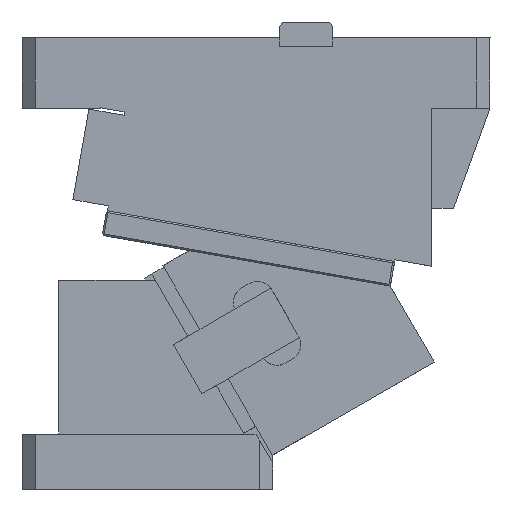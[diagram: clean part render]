
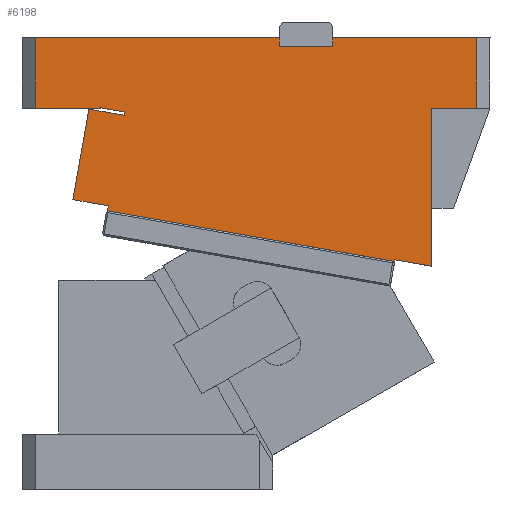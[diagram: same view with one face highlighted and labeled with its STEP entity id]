
A CAD part, front view. The second image highlights one B-rep face of the part: STEP entity #6198.
In plain terms, the highlighted planar face has unit normal (0, -1, 0).
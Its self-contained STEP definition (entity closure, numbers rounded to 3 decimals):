
#2669=CARTESIAN_POINT('Vertex',(47.,0.,228.)) ;
#2672=CARTESIAN_POINT('Line Origine',(27.464,0.,228.)) ;
#2676=CARTESIAN_POINT('Vertex',(7.929,0.,228.)) ;
#2970=CARTESIAN_POINT('Vertex',(7.929,0.,270.)) ;
#2973=CARTESIAN_POINT('Line Origine',(26.964,0.,270.)) ;
#2977=CARTESIAN_POINT('Vertex',(46.,0.,270.)) ;
#2980=CARTESIAN_POINT('Line Origine',(100.,0.,270.)) ;
#2984=CARTESIAN_POINT('Vertex',(154.,0.,270.)) ;
#3176=CARTESIAN_POINT('Line Origine',(7.929,0.,249.)) ;
#3448=CARTESIAN_POINT('Vertex',(223.126,0.,137.229)) ;
#3488=CARTESIAN_POINT('Vertex',(245.,0.,133.372)) ;
#3491=CARTESIAN_POINT('Line Origine',(234.063,0.,135.301)) ;
#3607=CARTESIAN_POINT('Line Origine',(223.039,0.,136.737)) ;
#3611=CARTESIAN_POINT('Vertex',(222.952,0.,136.244)) ;
#3652=CARTESIAN_POINT('Line Origine',(137.028,0.,151.395)) ;
#3656=CARTESIAN_POINT('Vertex',(51.103,0.,166.546)) ;
#4394=CARTESIAN_POINT('Line Origine',(51.364,0.,168.023)) ;
#4398=CARTESIAN_POINT('Vertex',(51.624,0.,169.5)) ;
#4700=CARTESIAN_POINT('Vertex',(186.,0.,265.)) ;
#4705=CARTESIAN_POINT('Line Origine',(186.,0.,267.5)) ;
#4709=CARTESIAN_POINT('Vertex',(186.,0.,270.)) ;
#5307=CARTESIAN_POINT('Vertex',(272.071,0.,228.)) ;
#5323=CARTESIAN_POINT('Vertex',(272.071,0.,270.)) ;
#5326=CARTESIAN_POINT('Line Origine',(272.071,0.,249.)) ;
#5548=CARTESIAN_POINT('Line Origine',(258.536,0.,228.)) ;
#5552=CARTESIAN_POINT('Vertex',(245.,0.,228.)) ;
#5695=CARTESIAN_POINT('Line Origine',(245.,0.,180.686)) ;
#5909=CARTESIAN_POINT('Line Origine',(217.5,0.,270.)) ;
#5913=CARTESIAN_POINT('Vertex',(249.,0.,270.)) ;
#5916=CARTESIAN_POINT('Line Origine',(260.536,0.,270.)) ;
#6101=CARTESIAN_POINT('Vertex',(154.,0.,265.)) ;
#6104=CARTESIAN_POINT('Line Origine',(170.,0.,265.)) ;
#6116=CARTESIAN_POINT('Axis2P3D Location',(39.827,0.,235.045)) ;
#6121=CARTESIAN_POINT('Line Origine',(154.,0.,267.5)) ;
#6126=CARTESIAN_POINT('Line Origine',(47.,0.,228.098)) ;
#6130=CARTESIAN_POINT('Vertex',(47.,0.,228.195)) ;
#6133=CARTESIAN_POINT('Line Origine',(54.015,0.,226.958)) ;
#6137=CARTESIAN_POINT('Vertex',(61.03,0.,225.721)) ;
#6140=CARTESIAN_POINT('Line Origine',(61.276,0.,225.678)) ;
#6144=CARTESIAN_POINT('Vertex',(61.522,0.,225.635)) ;
#6147=CARTESIAN_POINT('Line Origine',(61.349,0.,224.65)) ;
#6151=CARTESIAN_POINT('Vertex',(61.175,0.,223.665)) ;
#6154=CARTESIAN_POINT('Line Origine',(50.588,0.,225.532)) ;
#6158=CARTESIAN_POINT('Vertex',(40.002,0.,227.398)) ;
#6161=CARTESIAN_POINT('Line Origine',(35.226,0.,200.316)) ;
#6165=CARTESIAN_POINT('Vertex',(30.451,0.,173.234)) ;
#6168=CARTESIAN_POINT('Line Origine',(41.038,0.,171.367)) ;
#2673=DIRECTION('Vector Direction',(1.,0.,0.)) ;
#2974=DIRECTION('Vector Direction',(1.,0.,0.)) ;
#2981=DIRECTION('Vector Direction',(1.,0.,0.)) ;
#3177=DIRECTION('Vector Direction',(0.,0.,-1.)) ;
#3492=DIRECTION('Vector Direction',(-0.985,0.,0.174)) ;
#3608=DIRECTION('Vector Direction',(-0.174,0.,-0.985)) ;
#3653=DIRECTION('Vector Direction',(-0.985,0.,0.174)) ;
#4395=DIRECTION('Vector Direction',(-0.174,0.,-0.985)) ;
#4706=DIRECTION('Vector Direction',(0.,0.,1.)) ;
#5327=DIRECTION('Vector Direction',(0.,0.,-1.)) ;
#5549=DIRECTION('Vector Direction',(-1.,0.,0.)) ;
#5696=DIRECTION('Vector Direction',(0.,0.,-1.)) ;
#5910=DIRECTION('Vector Direction',(-1.,0.,0.)) ;
#5917=DIRECTION('Vector Direction',(-1.,0.,0.)) ;
#6105=DIRECTION('Vector Direction',(-1.,0.,0.)) ;
#6117=DIRECTION('Axis2P3D Direction',(0.,-1.,0.)) ;
#6118=DIRECTION('Axis2P3D XDirection',(-0.174,0.,-0.985)) ;
#6122=DIRECTION('Vector Direction',(0.,0.,1.)) ;
#6127=DIRECTION('Vector Direction',(0.,0.,1.)) ;
#6134=DIRECTION('Vector Direction',(-0.985,0.,0.174)) ;
#6141=DIRECTION('Vector Direction',(0.985,0.,-0.174)) ;
#6148=DIRECTION('Vector Direction',(-0.174,0.,-0.985)) ;
#6155=DIRECTION('Vector Direction',(0.985,0.,-0.174)) ;
#6162=DIRECTION('Vector Direction',(0.174,0.,0.985)) ;
#6169=DIRECTION('Vector Direction',(-0.985,0.,0.174)) ;
#6119=AXIS2_PLACEMENT_3D('Plane Axis2P3D',#6116,#6117,#6118) ;
#6174=ORIENTED_EDGE('',*,*,#6125,.T.) ;
#6175=ORIENTED_EDGE('',*,*,#2986,.F.) ;
#6176=ORIENTED_EDGE('',*,*,#2979,.F.) ;
#6177=ORIENTED_EDGE('',*,*,#3180,.T.) ;
#6178=ORIENTED_EDGE('',*,*,#2678,.T.) ;
#6179=ORIENTED_EDGE('',*,*,#6132,.T.) ;
#6180=ORIENTED_EDGE('',*,*,#6139,.F.) ;
#6181=ORIENTED_EDGE('',*,*,#6146,.F.) ;
#6182=ORIENTED_EDGE('',*,*,#6153,.F.) ;
#6183=ORIENTED_EDGE('',*,*,#6160,.F.) ;
#6184=ORIENTED_EDGE('',*,*,#6167,.F.) ;
#6185=ORIENTED_EDGE('',*,*,#6172,.F.) ;
#6186=ORIENTED_EDGE('',*,*,#4400,.F.) ;
#6187=ORIENTED_EDGE('',*,*,#3658,.F.) ;
#6188=ORIENTED_EDGE('',*,*,#3613,.F.) ;
#6189=ORIENTED_EDGE('',*,*,#3495,.F.) ;
#6190=ORIENTED_EDGE('',*,*,#5699,.F.) ;
#6191=ORIENTED_EDGE('',*,*,#5554,.F.) ;
#6192=ORIENTED_EDGE('',*,*,#5330,.F.) ;
#6193=ORIENTED_EDGE('',*,*,#5920,.T.) ;
#6194=ORIENTED_EDGE('',*,*,#5915,.T.) ;
#6195=ORIENTED_EDGE('',*,*,#4711,.F.) ;
#6196=ORIENTED_EDGE('',*,*,#6108,.T.) ;
#2674=VECTOR('Line Direction',#2673,1.) ;
#2975=VECTOR('Line Direction',#2974,1.) ;
#2982=VECTOR('Line Direction',#2981,1.) ;
#3178=VECTOR('Line Direction',#3177,1.) ;
#3493=VECTOR('Line Direction',#3492,1.) ;
#3609=VECTOR('Line Direction',#3608,1.) ;
#3654=VECTOR('Line Direction',#3653,1.) ;
#4396=VECTOR('Line Direction',#4395,1.) ;
#4707=VECTOR('Line Direction',#4706,1.) ;
#5328=VECTOR('Line Direction',#5327,1.) ;
#5550=VECTOR('Line Direction',#5549,1.) ;
#5697=VECTOR('Line Direction',#5696,1.) ;
#5911=VECTOR('Line Direction',#5910,1.) ;
#5918=VECTOR('Line Direction',#5917,1.) ;
#6106=VECTOR('Line Direction',#6105,1.) ;
#6123=VECTOR('Line Direction',#6122,1.) ;
#6128=VECTOR('Line Direction',#6127,1.) ;
#6135=VECTOR('Line Direction',#6134,1.) ;
#6142=VECTOR('Line Direction',#6141,1.) ;
#6149=VECTOR('Line Direction',#6148,1.) ;
#6156=VECTOR('Line Direction',#6155,1.) ;
#6163=VECTOR('Line Direction',#6162,1.) ;
#6170=VECTOR('Line Direction',#6169,1.) ;
#6198=ADVANCED_FACE('CAM HOLDER',(#6197),#6120,.T.) ;
#2678=EDGE_CURVE('',#2677,#2670,#2675,.T.) ;
#2979=EDGE_CURVE('',#2971,#2978,#2976,.T.) ;
#2986=EDGE_CURVE('',#2978,#2985,#2983,.T.) ;
#3180=EDGE_CURVE('',#2971,#2677,#3179,.T.) ;
#3495=EDGE_CURVE('',#3489,#3449,#3494,.T.) ;
#3613=EDGE_CURVE('',#3449,#3612,#3610,.T.) ;
#3658=EDGE_CURVE('',#3612,#3657,#3655,.T.) ;
#4400=EDGE_CURVE('',#3657,#4399,#4397,.F.) ;
#4711=EDGE_CURVE('',#4701,#4710,#4708,.T.) ;
#5330=EDGE_CURVE('',#5324,#5308,#5329,.T.) ;
#5554=EDGE_CURVE('',#5308,#5553,#5551,.T.) ;
#5699=EDGE_CURVE('',#5553,#3489,#5698,.T.) ;
#5915=EDGE_CURVE('',#5914,#4710,#5912,.T.) ;
#5920=EDGE_CURVE('',#5324,#5914,#5919,.T.) ;
#6108=EDGE_CURVE('',#4701,#6102,#6107,.T.) ;
#6125=EDGE_CURVE('',#6102,#2985,#6124,.T.) ;
#6132=EDGE_CURVE('',#2670,#6131,#6129,.T.) ;
#6139=EDGE_CURVE('',#6138,#6131,#6136,.T.) ;
#6146=EDGE_CURVE('',#6145,#6138,#6143,.F.) ;
#6153=EDGE_CURVE('',#6152,#6145,#6150,.F.) ;
#6160=EDGE_CURVE('',#6159,#6152,#6157,.T.) ;
#6167=EDGE_CURVE('',#6166,#6159,#6164,.T.) ;
#6172=EDGE_CURVE('',#4399,#6166,#6171,.T.) ;
#6173=EDGE_LOOP('',(#6174,#6175,#6176,#6177,#6178,#6179,#6180,#6181,#6182,#6183,#6184,#6185,#6186,#6187,#6188,#6189,#6190,#6191,#6192,#6193,#6194,#6195,#6196)) ;
#6197=FACE_OUTER_BOUND('',#6173,.T.) ;
#2675=LINE('Line',#2672,#2674) ;
#2976=LINE('Line',#2973,#2975) ;
#2983=LINE('Line',#2980,#2982) ;
#3179=LINE('Line',#3176,#3178) ;
#3494=LINE('Line',#3491,#3493) ;
#3610=LINE('Line',#3607,#3609) ;
#3655=LINE('Line',#3652,#3654) ;
#4397=LINE('Line',#4394,#4396) ;
#4708=LINE('Line',#4705,#4707) ;
#5329=LINE('Line',#5326,#5328) ;
#5551=LINE('Line',#5548,#5550) ;
#5698=LINE('Line',#5695,#5697) ;
#5912=LINE('Line',#5909,#5911) ;
#5919=LINE('Line',#5916,#5918) ;
#6107=LINE('Line',#6104,#6106) ;
#6124=LINE('Line',#6121,#6123) ;
#6129=LINE('Line',#6126,#6128) ;
#6136=LINE('Line',#6133,#6135) ;
#6143=LINE('Line',#6140,#6142) ;
#6150=LINE('Line',#6147,#6149) ;
#6157=LINE('Line',#6154,#6156) ;
#6164=LINE('Line',#6161,#6163) ;
#6171=LINE('Line',#6168,#6170) ;
#6120=PLANE('Plane',#6119) ;
#2670=VERTEX_POINT('',#2669) ;
#2677=VERTEX_POINT('',#2676) ;
#2971=VERTEX_POINT('',#2970) ;
#2978=VERTEX_POINT('',#2977) ;
#2985=VERTEX_POINT('',#2984) ;
#3449=VERTEX_POINT('',#3448) ;
#3489=VERTEX_POINT('',#3488) ;
#3612=VERTEX_POINT('',#3611) ;
#3657=VERTEX_POINT('',#3656) ;
#4399=VERTEX_POINT('',#4398) ;
#4701=VERTEX_POINT('',#4700) ;
#4710=VERTEX_POINT('',#4709) ;
#5308=VERTEX_POINT('',#5307) ;
#5324=VERTEX_POINT('',#5323) ;
#5553=VERTEX_POINT('',#5552) ;
#5914=VERTEX_POINT('',#5913) ;
#6102=VERTEX_POINT('',#6101) ;
#6131=VERTEX_POINT('',#6130) ;
#6138=VERTEX_POINT('',#6137) ;
#6145=VERTEX_POINT('',#6144) ;
#6152=VERTEX_POINT('',#6151) ;
#6159=VERTEX_POINT('',#6158) ;
#6166=VERTEX_POINT('',#6165) ;
